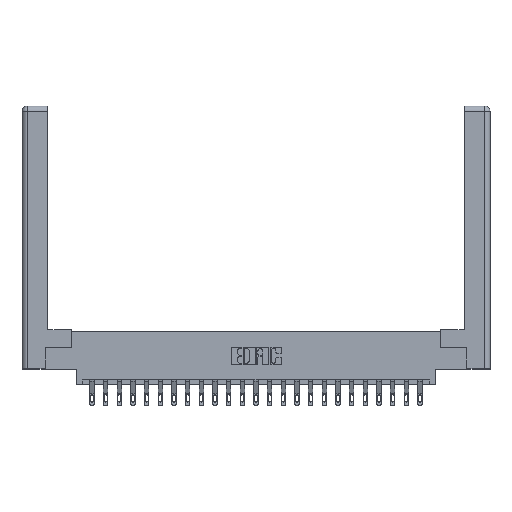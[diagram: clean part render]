
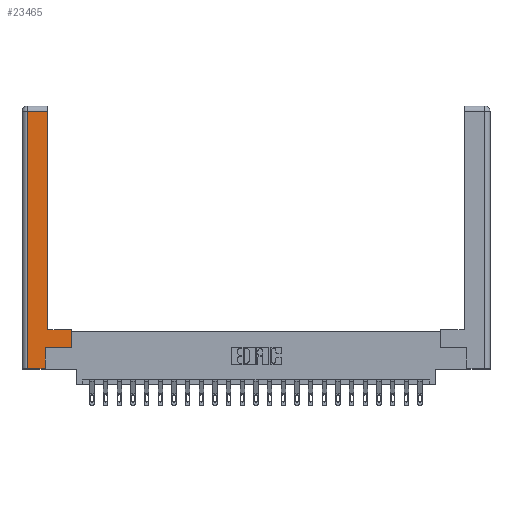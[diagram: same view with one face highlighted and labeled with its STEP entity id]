
A CAD part, top view. The second image highlights one B-rep face of the part: STEP entity #23465.
In plain terms, the highlighted planar face has unit normal (0, 0, 1).
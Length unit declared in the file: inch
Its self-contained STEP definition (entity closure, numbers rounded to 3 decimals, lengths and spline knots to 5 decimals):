
#482 = VECTOR ( 'NONE', #15998, 39.37008 ) ;
#1258 = EDGE_CURVE ( 'NONE', #19615, #17157, #18041, .T. ) ;
#1370 = VERTEX_POINT ( 'NONE', #4918 ) ;
#1452 = ORIENTED_EDGE ( 'NONE', *, *, #2738, .T. ) ;
#1549 = ORIENTED_EDGE ( 'NONE', *, *, #12633, .T. ) ;
#1590 = DIRECTION ( 'NONE',  ( 0., -1., 0. ) ) ;
#1982 = LINE ( 'NONE', #23511, #482 ) ;
#2738 = EDGE_CURVE ( 'NONE', #14803, #5086, #21835, .T. ) ;
#3261 = VECTOR ( 'NONE', #3423, 39.37008 ) ;
#3423 = DIRECTION ( 'NONE',  ( 0., 1., 0. ) ) ;
#3751 = CARTESIAN_POINT ( 'NONE',  ( 0.295, 3., 0. ) ) ;
#4059 = CARTESIAN_POINT ( 'NONE',  ( 0.295, 0.45, 0. ) ) ;
#4312 = DIRECTION ( 'NONE',  ( 1., 0., 0. ) ) ;
#4757 = AXIS2_PLACEMENT_3D ( 'NONE', #4893, #8389, #16283 ) ;
#4866 = LINE ( 'NONE', #23616, #20157 ) ;
#4893 = CARTESIAN_POINT ( 'NONE',  ( 0., 0., 0. ) ) ;
#4918 = CARTESIAN_POINT ( 'NONE',  ( 0.265, 0.245, 0. ) ) ;
#5060 = CARTESIAN_POINT ( 'NONE',  ( 0.0615, 0., 0. ) ) ;
#5074 = VERTEX_POINT ( 'NONE', #4059 ) ;
#5086 = VERTEX_POINT ( 'NONE', #6134 ) ;
#6134 = CARTESIAN_POINT ( 'NONE',  ( 0.0615, 0., 0. ) ) ;
#6590 = EDGE_CURVE ( 'NONE', #8610, #14803, #13299, .T. ) ;
#6999 = CARTESIAN_POINT ( 'NONE',  ( 0.265, 0.245, 0. ) ) ;
#7473 = VECTOR ( 'NONE', #1590, 39.37008 ) ;
#8310 = LINE ( 'NONE', #3751, #3261 ) ;
#8389 = DIRECTION ( 'NONE',  ( 0., 0., -1. ) ) ;
#8469 = PLANE ( 'NONE',  #4757 ) ;
#8495 = CARTESIAN_POINT ( 'NONE',  ( 0.565, 0.45, 0. ) ) ;
#8610 = VERTEX_POINT ( 'NONE', #10215 ) ;
#9171 = FACE_OUTER_BOUND ( 'NONE', #16735, .T. ) ;
#10215 = CARTESIAN_POINT ( 'NONE',  ( 0.295, 2.94, 0. ) ) ;
#10487 = LINE ( 'NONE', #6999, #15026 ) ;
#10682 = ORIENTED_EDGE ( 'NONE', *, *, #6590, .T. ) ;
#11293 = CARTESIAN_POINT ( 'NONE',  ( 0.565, 0.245, 0. ) ) ;
#11889 = DIRECTION ( 'NONE',  ( -1., 0., 0. ) ) ;
#12176 = DIRECTION ( 'NONE',  ( -1., 0., 0. ) ) ;
#12190 = DIRECTION ( 'NONE',  ( 0., 1., 0. ) ) ;
#12633 = EDGE_CURVE ( 'NONE', #17157, #5074, #4866, .T. ) ;
#12786 = DIRECTION ( 'NONE',  ( 0., 1., 0. ) ) ;
#12876 = ORIENTED_EDGE ( 'NONE', *, *, #15518, .T. ) ;
#13299 = LINE ( 'NONE', #19762, #21371 ) ;
#13322 = EDGE_CURVE ( 'NONE', #1370, #19615, #1982, .T. ) ;
#13342 = VERTEX_POINT ( 'NONE', #23427 ) ;
#14803 = VERTEX_POINT ( 'NONE', #23068 ) ;
#15026 = VECTOR ( 'NONE', #12786, 39.37008 ) ;
#15518 = EDGE_CURVE ( 'NONE', #13342, #1370, #10487, .T. ) ;
#15998 = DIRECTION ( 'NONE',  ( 1., 0., 0. ) ) ;
#16041 = ORIENTED_EDGE ( 'NONE', *, *, #21233, .T. ) ;
#16283 = DIRECTION ( 'NONE',  ( -1., 0., 0. ) ) ;
#16424 = CARTESIAN_POINT ( 'NONE',  ( 0.565, 0.45, 0. ) ) ;
#16735 = EDGE_LOOP ( 'NONE', ( #18549, #10682, #1452, #16041, #12876, #17260, #19394, #1549 ) ) ;
#16833 = VECTOR ( 'NONE', #4312, 39.37008 ) ;
#17157 = VERTEX_POINT ( 'NONE', #16424 ) ;
#17260 = ORIENTED_EDGE ( 'NONE', *, *, #13322, .T. ) ;
#17582 = EDGE_CURVE ( 'NONE', #5074, #8610, #8310, .T. ) ;
#17802 = CARTESIAN_POINT ( 'NONE',  ( 0.265, 0., 0. ) ) ;
#18041 = LINE ( 'NONE', #8495, #19542 ) ;
#18549 = ORIENTED_EDGE ( 'NONE', *, *, #17582, .T. ) ;
#19394 = ORIENTED_EDGE ( 'NONE', *, *, #1258, .T. ) ;
#19542 = VECTOR ( 'NONE', #12190, 39.37008 ) ;
#19615 = VERTEX_POINT ( 'NONE', #11293 ) ;
#19762 = CARTESIAN_POINT ( 'NONE',  ( 0.0615, 2.94, 0. ) ) ;
#20157 = VECTOR ( 'NONE', #12176, 39.37008 ) ;
#21233 = EDGE_CURVE ( 'NONE', #5086, #13342, #22481, .T. ) ;
#21371 = VECTOR ( 'NONE', #11889, 39.37008 ) ;
#21835 = LINE ( 'NONE', #5060, #7473 ) ;
#22481 = LINE ( 'NONE', #17802, #16833 ) ;
#23068 = CARTESIAN_POINT ( 'NONE',  ( 0.0615, 2.94, 0. ) ) ;
#23427 = CARTESIAN_POINT ( 'NONE',  ( 0.265, 0., 0. ) ) ;
#23465 = ADVANCED_FACE ( 'NONE', ( #9171 ), #8469, .F. ) ;
#23511 = CARTESIAN_POINT ( 'NONE',  ( 0.565, 0.245, 0. ) ) ;
#23616 = CARTESIAN_POINT ( 'NONE',  ( 0.295, 0.45, 0. ) ) ;
